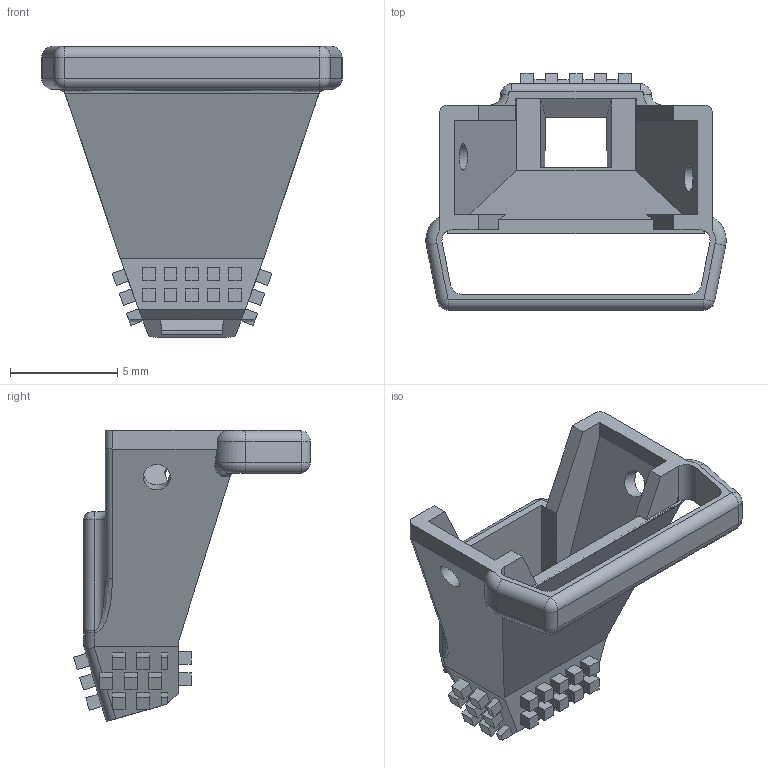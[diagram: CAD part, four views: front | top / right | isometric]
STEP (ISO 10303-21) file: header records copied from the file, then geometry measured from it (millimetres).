
FILE_DESCRIPTION(/* description */ (''),/* implementation_level */ '2;1');
FILE_NAME(/* name */ 'Docking_NP2_Steve_V1_3.5mmEXP_16Deg_Reduced.stp',/* time_stamp */ '2023-12-13T10:59:54Z',/* author */ ('stownsend'),/* organization */ (''),/* preprocessor_version */ 'ST-DEVELOPER v19.2',/* originating_system */ 'Autodesk Inventor 2024',/* authorisation */ '');
FILE_SCHEMA (('AUTOMOTIVE_DESIGN { 1 0 10303 214 3 1 1 }'));
Length unit declared in the file: millimetre
Products named in the file (1): Docking_NP2_Steve_V1_3.5mmEXP_16Deg_Reduced
Bounding box: 13.98 x 11.02 x 13.55 mm (x, y, z)
Volume: 233.3 mm3; surface area: 769.5 mm2
Topology: 1 solids, 1 shells, 313 faces, 797 edges, 514 vertices
Faces by surface type: plane 257, cylinder 34, bspline 12, torus 6, sphere 4
Full cylindrical faces by diameter (mm): 1.25 x2
Entity records: 9683 total; most frequent: CARTESIAN_POINT 2069, ORIENTED_EDGE 1590, DIRECTION 1473, EDGE_CURVE 795, LINE 677, VECTOR 677, VERTEX_POINT 514, AXIS2_PLACEMENT_3D 398
